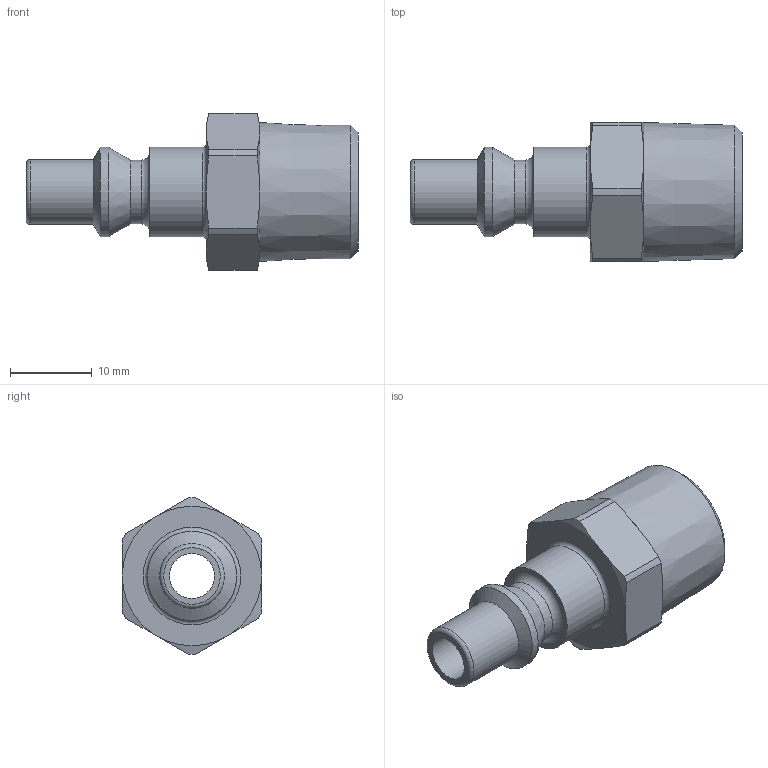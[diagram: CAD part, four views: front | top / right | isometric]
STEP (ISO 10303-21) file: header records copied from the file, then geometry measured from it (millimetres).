
FILE_DESCRIPTION(/* description */ ('22SFAK13SXN-59473'),/* implementation_level */ '2;1');
FILE_NAME(/* name */ '22sfak17sxn.stp',/* time_stamp */ '2021-06-21T12:46:47+02:00',/* author */ ('IA176480'),/* organization */ (''),/* preprocessor_version */ 'ST-DEVELOPER v17.2',/* originating_system */ 'Autodesk Inventor 2019',/* authorisation */ '');
FILE_SCHEMA (('CONFIG_CONTROL_DESIGN'));
Length unit declared in the file: millimetre
Products named in the file (1): 22SFAK17SXN
Bounding box: 40.5 x 17 x 19.15 mm (x, y, z)
Volume: 4237.7 mm3; surface area: 2874.2 mm2
Topology: 1 solids, 1 shells, 44 faces, 114 edges, 75 vertices
Faces by surface type: cone 18, cylinder 12, plane 11, torus 3
Full cylindrical faces by diameter (mm): 5.5 x1, 7.6 x1, 7.8 x1, 7.9 x1, 10.9 x2
Entity records: 1401 total; most frequent: CARTESIAN_POINT 282, DIRECTION 246, ORIENTED_EDGE 228, EDGE_CURVE 114, AXIS2_PLACEMENT_3D 111, VERTEX_POINT 75, CIRCLE 66, EDGE_LOOP 49
